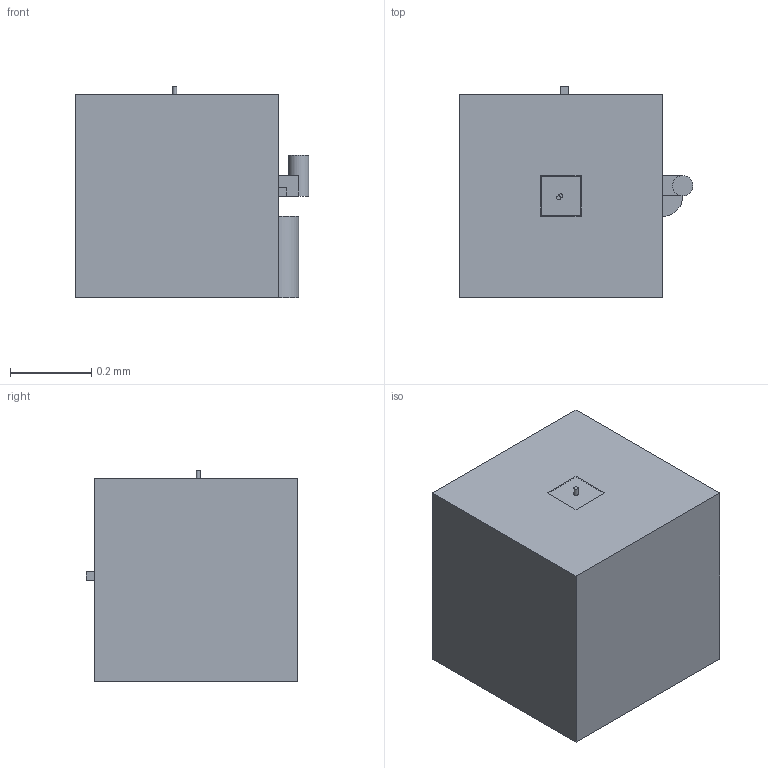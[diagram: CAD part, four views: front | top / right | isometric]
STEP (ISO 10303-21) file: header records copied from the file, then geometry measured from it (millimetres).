
FILE_DESCRIPTION(('FreeCAD Model'),'2;1');
FILE_NAME('Open CASCADE Shape Model','2025-08-25T17:49:02',('Author'),( ''),'Open CASCADE STEP processor 7.8','FreeCAD','Unknown');
FILE_SCHEMA(('AUTOMOTIVE_DESIGN { 1 0 10303 214 1 1 1 1 }'));
Length unit declared in the file: millimetre
Products named in the file (11): Chasis; ColdTrap; Brazo; Tubo_2; Tubo_1; Sensor_2; Part__Feature; Part__Feature001; Reactor; Tanque; Sensor_1
Bounding box: 0.57 x 0.52 x 0.52 mm (x, y, z)
Volume: 0 mm3; surface area: 3.2 mm2
Topology: 11 solids, 13 shells, 60 faces, 102 edges, 68 vertices
Faces by surface type: plane 54, cylinder 6
Full cylindrical faces by diameter (mm): 0.01 x4, 0.05 x1, 0.1 x1
Entity records: 2928 total; most frequent: DIRECTION 440, CARTESIAN_POINT 435, LINE 282, VECTOR 282, ORIENTED_EDGE 204, PCURVE 204, DEFINITIONAL_REPRESENTATION 204, EDGE_CURVE 102
